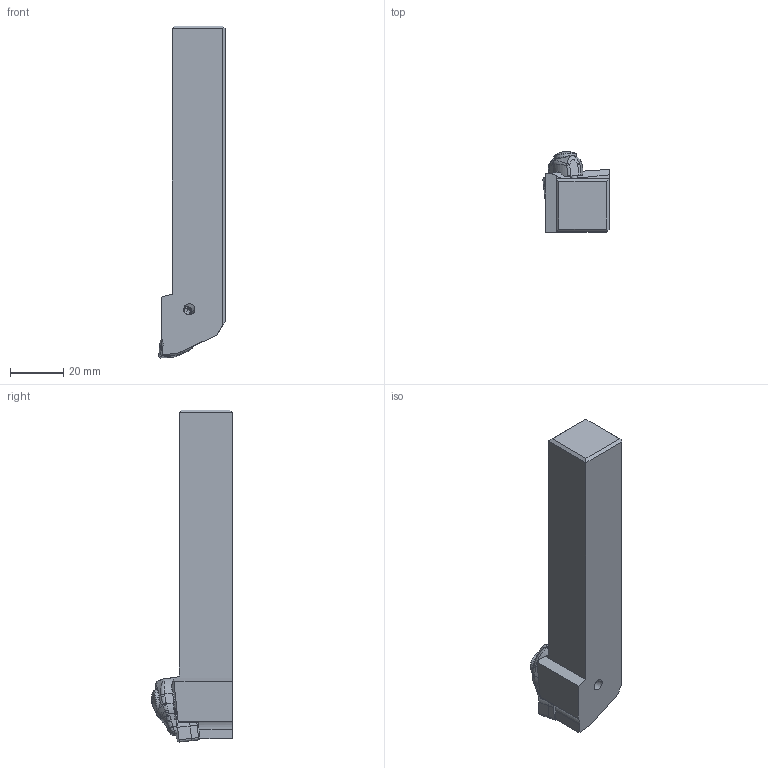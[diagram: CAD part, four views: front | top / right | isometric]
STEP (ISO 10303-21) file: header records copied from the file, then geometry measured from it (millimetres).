
FILE_DESCRIPTION(/* description */ (''),/* implementation_level */ '2;1');
FILE_NAME(/* name */ 'DWLNR2020K06-T_MR0_8.stp',/* time_stamp */ '2021-11-11T11:37:32+09:00',/* author */ (''),/* organization */ (''),/* preprocessor_version */ 'ST-DEVELOPER v16',/* originating_system */ 'SIEMENS PLM Software NX 10.0',/* authorisation */ '');
FILE_SCHEMA (('AUTOMOTIVE_DESIGN { 1 0 10303 214 3 1 1 1 }'));
Length unit declared in the file: millimetre
Products named in the file (1): DWLNR2020K06-T_MR0_8_ASM
Bounding box: 25 x 30.4 x 125 mm (x, y, z)
Volume: 50746.2 mm3; surface area: 12883.5 mm2
Topology: 2 solids, 2 shells, 298 faces, 845 edges, 558 vertices
Faces by surface type: cylinder 99, plane 90, bspline 63, torus 23, cone 19, sphere 4
Entity records: 13659 total; most frequent: CARTESIAN_POINT 6289, ORIENTED_EDGE 1642, DIRECTION 1371, EDGE_CURVE 821, AXIS2_PLACEMENT_3D 533, VERTEX_POINT 527, EDGE_LOOP 310, LINE 305
